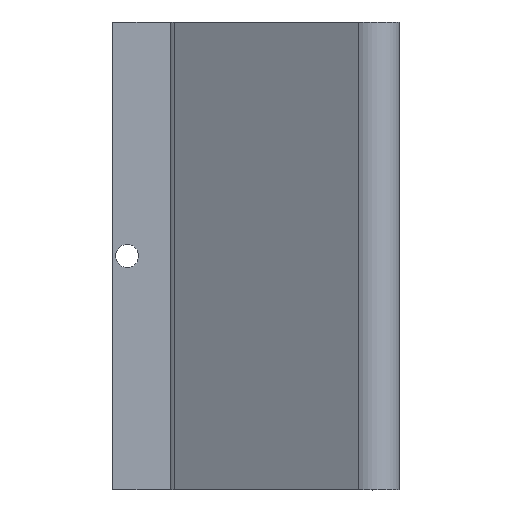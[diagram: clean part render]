
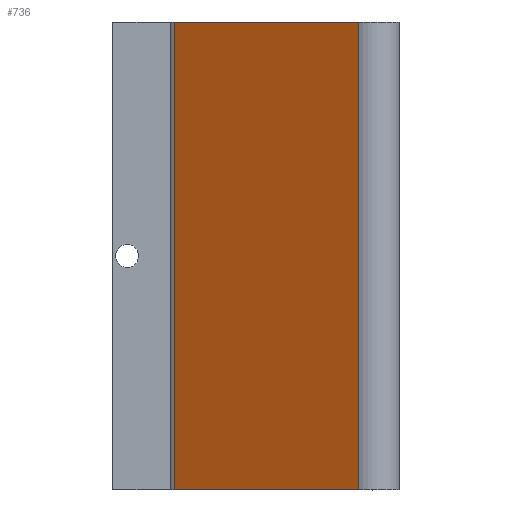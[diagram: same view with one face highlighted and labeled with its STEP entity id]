
A CAD part, top view. The second image highlights one B-rep face of the part: STEP entity #736.
In plain terms, the highlighted planar face has unit normal (-0.5, 0, 0.866).
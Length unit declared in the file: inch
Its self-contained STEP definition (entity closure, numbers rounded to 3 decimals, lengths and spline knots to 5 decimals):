
#37=PLANE('',#821);
#74=FACE_OUTER_BOUND('',#116,.T.);
#116=EDGE_LOOP('',(#628,#629,#630,#631));
#127=LINE('',#1055,#204);
#161=LINE('',#1146,#238);
#190=LINE('',#1230,#267);
#191=LINE('',#1233,#268);
#204=VECTOR('',#844,0.3937);
#238=VECTOR('',#926,0.3937);
#267=VECTOR('',#1009,0.3937);
#268=VECTOR('',#1014,0.3937);
#311=VERTEX_POINT('',#1052);
#312=VERTEX_POINT('',#1054);
#345=VERTEX_POINT('',#1145);
#373=VERTEX_POINT('',#1229);
#382=EDGE_CURVE('',#312,#311,#127,.T.);
#426=EDGE_CURVE('',#312,#345,#161,.T.);
#468=EDGE_CURVE('',#345,#373,#190,.T.);
#470=EDGE_CURVE('',#311,#373,#191,.T.);
#628=ORIENTED_EDGE('',*,*,#382,.T.);
#629=ORIENTED_EDGE('',*,*,#470,.T.);
#630=ORIENTED_EDGE('',*,*,#468,.F.);
#631=ORIENTED_EDGE('',*,*,#426,.F.);
#736=ADVANCED_FACE('',(#74),#37,.T.);
#821=AXIS2_PLACEMENT_3D('',#1232,#1012,#1013);
#844=DIRECTION('',(0.,-1.,0.));
#926=DIRECTION('',(0.866,0.,0.5));
#1009=DIRECTION('',(0.,-1.,0.));
#1012=DIRECTION('center_axis',(-0.5,0.,0.866));
#1013=DIRECTION('ref_axis',(-0.866,0.,-0.5));
#1014=DIRECTION('',(0.866,0.,0.5));
#1052=CARTESIAN_POINT('',(-1.47104,0.,0.2533));
#1054=CARTESIAN_POINT('',(-1.47104,5.03963,0.2533));
#1055=CARTESIAN_POINT('',(-1.47104,0.,0.2533));
#1145=CARTESIAN_POINT('',(0.51616,5.03963,1.40061));
#1146=CARTESIAN_POINT('',(-1.47104,5.03963,0.2533));
#1229=CARTESIAN_POINT('',(0.51616,0.,1.40061));
#1230=CARTESIAN_POINT('',(0.51616,5.03937,1.40061));
#1232=CARTESIAN_POINT('Origin',(0.51616,0.,1.40061));
#1233=CARTESIAN_POINT('',(0.01936,0.,1.11378));
